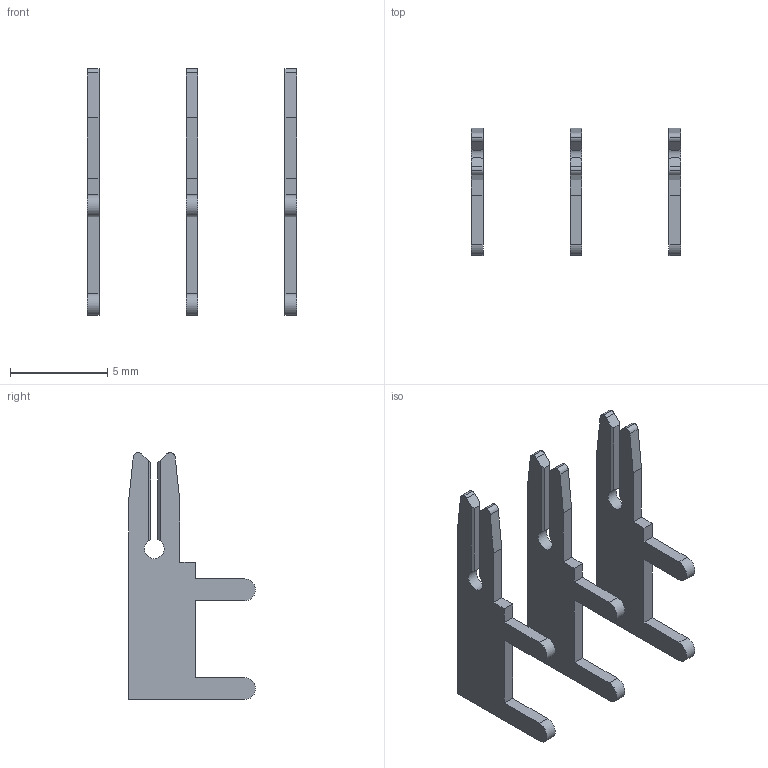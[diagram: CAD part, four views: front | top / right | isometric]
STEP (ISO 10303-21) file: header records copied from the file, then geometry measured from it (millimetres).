
FILE_DESCRIPTION (( 'STEP AP203' ), '1' );
FILE_NAME ('105-003-203-200.STEP', '2020-08-29T23:21:34', ( '' ), ( '' ), 'SwSTEP 2.0', 'SolidWorks 2020', '' );
FILE_SCHEMA (( 'CONFIG_CONTROL_DESIGN' ));
Length unit declared in the file: inch
Products named in the file (2): 105-003-203-200; 100-290-001_100-290-203
Assembly tree (3 placements, depth 2):
  105-003-203-200
    100-290-001_100-290-203  x3
Bounding box: 10.76 x 6.53 x 12.7 mm (x, y, z)
Volume: 75.7 mm3; surface area: 347.2 mm2
Topology: 3 solids, 3 shells, 84 faces, 234 edges, 156 vertices
Faces by surface type: plane 63, cylinder 21
Entity records: 1160 total; most frequent: CARTESIAN_POINT 176, DIRECTION 156, ORIENTED_EDGE 156, EDGE_CURVE 78, VECTOR 60, LINE 60, VERTEX_POINT 52, AXIS2_PLACEMENT_3D 48
